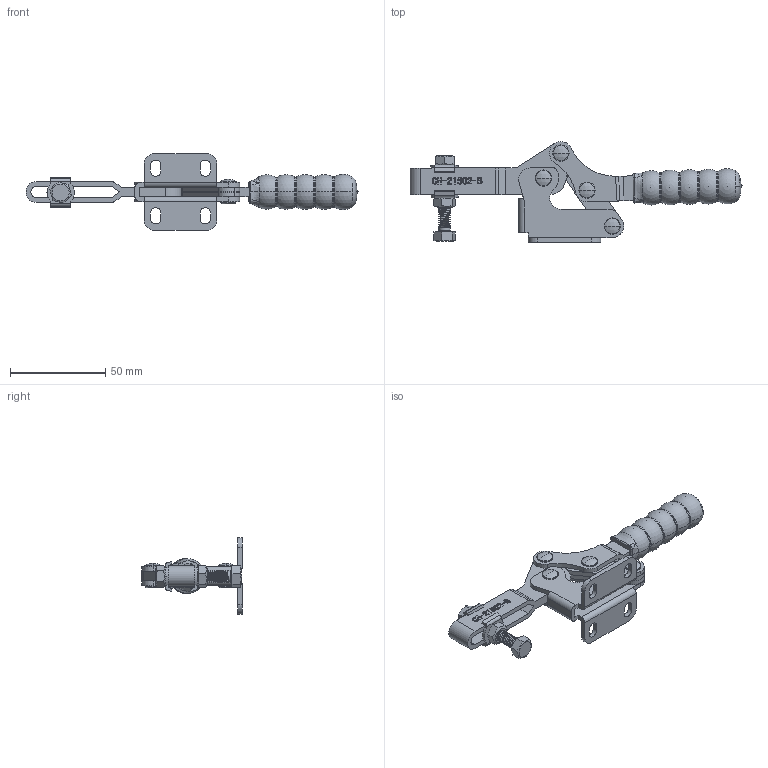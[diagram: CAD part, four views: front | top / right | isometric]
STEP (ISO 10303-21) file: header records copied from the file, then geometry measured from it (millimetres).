
FILE_DESCRIPTION (( 'STEP AP203' ), '1' );
FILE_NAME ('CH-21502-B.STEP', '2017-11-19T01:38:12', ( 'Windows' ), ( 'Microsoft' ), 'SwSTEP 2.0', 'SolidWorks 2015', '' );
FILE_SCHEMA (( 'CONFIG_CONTROL_DESIGN' ));
Length unit declared in the file: millimetre
Products named in the file (10): FW140; M6; 064010; CH-12130綵竄忒梟杶; 21502-B-01; CH-21502-B; 21502-B-02; 21502-B-04; 21502-B-03; 21502-B-05
Assembly tree (15 placements, depth 2):
  CH-21502-B
    21502-B-01
    21502-B-02
    21502-B-04  x2
    21502-B-03
    21502-B-05  x4
    FW140  x2
    M6  x2
    064010
    CH-12130綵竄忒梟杶
Bounding box: 174.01 x 52.8 x 40 mm (x, y, z)
Volume: 36213.4 mm3; surface area: 31399.5 mm2
Topology: 15 solids, 15 shells, 884 faces, 2413 edges, 1579 vertices
Faces by surface type: plane 305, cylinder 243, bspline 215, torus 54, cone 45, sphere 22
Entity records: 37236 total; most frequent: CARTESIAN_POINT 18733, ORIENTED_EDGE 4092, DIRECTION 2863, EDGE_CURVE 2046, VERTEX_POINT 1352, VECTOR 1033, LINE 1033, AXIS2_PLACEMENT_3D 915
